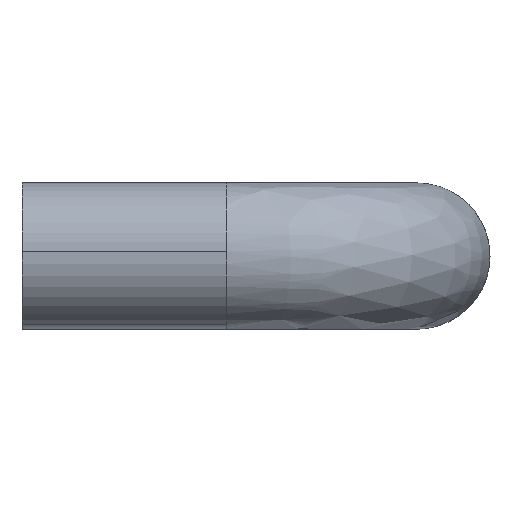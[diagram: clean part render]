
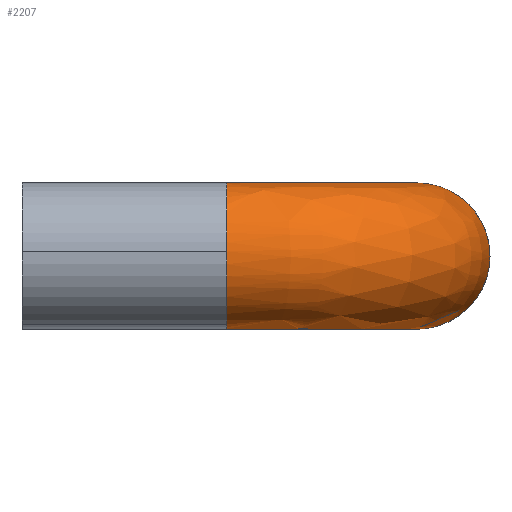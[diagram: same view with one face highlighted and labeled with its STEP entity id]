
A CAD part, left-side view. The second image highlights one B-rep face of the part: STEP entity #2207.
In plain terms, the highlighted free-form (B-spline) face has degree [2, 2] with [3, 9] control points.
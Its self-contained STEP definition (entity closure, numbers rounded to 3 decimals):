
#1355=CARTESIAN_POINT('',(32.5,-67.343,12.499));
#1356=VERTEX_POINT('',#1355);
#1370=CARTESIAN_POINT('',(32.5,-67.5,12.5));
#1371=VERTEX_POINT('',#1370);
#1372=CARTESIAN_POINT('',(32.5,-67.343,12.499));
#1373=CARTESIAN_POINT('',(32.5,-67.421,12.5));
#1374=CARTESIAN_POINT('',(32.5,-67.5,12.5));
#1382=(BOUNDED_CURVE()B_SPLINE_CURVE(2,(#1372,#1373,#1374),.UNSPECIFIED.,.F.,.U.)B_SPLINE_CURVE_WITH_KNOTS((3,3),(0.998,1.0),.UNSPECIFIED.)CURVE()GEOMETRIC_REPRESENTATION_ITEM()RATIONAL_B_SPLINE_CURVE((0.995,0.997,1.0))REPRESENTATION_ITEM(''));
#1383=EDGE_CURVE('',#1356,#1371,#1382,.T.);
#1385=CARTESIAN_POINT('',(32.5,-76.416,8.761));
#1386=VERTEX_POINT('',#1385);
#1387=CARTESIAN_POINT('',(32.5,-67.5,12.5));
#1388=CARTESIAN_POINT('',(32.5,-72.742,12.5));
#1389=CARTESIAN_POINT('',(32.5,-76.416,8.761));
#1397=(BOUNDED_CURVE()B_SPLINE_CURVE(2,(#1387,#1388,#1389),.UNSPECIFIED.,.F.,.U.)B_SPLINE_CURVE_WITH_KNOTS((3,3),(0.0,0.126),.UNSPECIFIED.)CURVE()GEOMETRIC_REPRESENTATION_ITEM()RATIONAL_B_SPLINE_CURVE((1.0,0.852,0.854))REPRESENTATION_ITEM(''));
#1398=EDGE_CURVE('',#1371,#1386,#1397,.T.);
#1467=CARTESIAN_POINT('',(32.5,-55.03,-0.872));
#1468=VERTEX_POINT('',#1467);
#1533=CARTESIAN_POINT('',(32.5,-67.5,-12.5));
#1534=VERTEX_POINT('',#1533);
#1535=CARTESIAN_POINT('',(32.5,-76.416,8.761));
#1536=CARTESIAN_POINT('',(32.5,-80.0,5.114));
#1537=CARTESIAN_POINT('',(32.5,-80.0,0.0));
#1538=CARTESIAN_POINT('',(32.5,-80.0,-12.5));
#1539=CARTESIAN_POINT('',(32.5,-67.5,-12.5));
#1547=(BOUNDED_CURVE()B_SPLINE_CURVE(2,(#1535,#1536,#1537,#1538,#1539),.UNSPECIFIED.,.F.,.U.)B_SPLINE_CURVE_WITH_KNOTS((3,2,3),(0.126,0.25,0.5),.UNSPECIFIED.)CURVE()GEOMETRIC_REPRESENTATION_ITEM()RATIONAL_B_SPLINE_CURVE((0.854,0.855,1.0,0.707,1.0))REPRESENTATION_ITEM(''));
#1548=EDGE_CURVE('',#1386,#1534,#1547,.T.);
#1550=CARTESIAN_POINT('',(32.5,-67.5,-12.5));
#1551=CARTESIAN_POINT('',(32.5,-55.843,-12.5));
#1552=CARTESIAN_POINT('',(32.5,-55.03,-0.872));
#1560=(BOUNDED_CURVE()B_SPLINE_CURVE(2,(#1550,#1551,#1552),.UNSPECIFIED.,.F.,.U.)B_SPLINE_CURVE_WITH_KNOTS((3,3),(0.5,0.738),.UNSPECIFIED.)CURVE()GEOMETRIC_REPRESENTATION_ITEM()RATIONAL_B_SPLINE_CURVE((1.0,0.721,0.973))REPRESENTATION_ITEM(''));
#1561=EDGE_CURVE('',#1534,#1468,#1560,.T.);
#1592=CARTESIAN_POINT('',(-4.395,-35.0,-11.702));
#1593=VERTEX_POINT('',#1592);
#1594=CARTESIAN_POINT('',(0.0,-35.0,-12.5));
#1595=VERTEX_POINT('',#1594);
#1596=CARTESIAN_POINT('',(-4.395,-35.0,-11.702));
#1597=CARTESIAN_POINT('',(-2.27,-35.0,-12.5));
#1598=CARTESIAN_POINT('',(0.0,-35.0,-12.5));
#1606=(BOUNDED_CURVE()B_SPLINE_CURVE(2,(#1596,#1597,#1598),.UNSPECIFIED.,.F.,.U.)B_SPLINE_CURVE_WITH_KNOTS((3,3),(0.44,0.5),.UNSPECIFIED.)CURVE()GEOMETRIC_REPRESENTATION_ITEM()RATIONAL_B_SPLINE_CURVE((0.893,0.93,1.0))REPRESENTATION_ITEM(''));
#1607=EDGE_CURVE('',#1593,#1595,#1606,.T.);
#1663=CARTESIAN_POINT('',(-12.477,-35.0,0.763));
#1664=VERTEX_POINT('',#1663);
#1670=CARTESIAN_POINT('',(0.0,-35.0,12.5));
#1671=VERTEX_POINT('',#1670);
#1672=CARTESIAN_POINT('',(0.0,-35.0,12.5));
#1673=CARTESIAN_POINT('',(-11.759,-35.,12.5));
#1674=CARTESIAN_POINT('',(-12.477,-35.0,0.763));
#1682=(BOUNDED_CURVE()B_SPLINE_CURVE(2,(#1672,#1673,#1674),.UNSPECIFIED.,.F.,.U.)B_SPLINE_CURVE_WITH_KNOTS((3,3),(0.0,0.239),.UNSPECIFIED.)CURVE()GEOMETRIC_REPRESENTATION_ITEM()RATIONAL_B_SPLINE_CURVE((1.0,0.72,0.976))REPRESENTATION_ITEM(''));
#1683=EDGE_CURVE('',#1671,#1664,#1682,.T.);
#1685=CARTESIAN_POINT('',(0.157,-35.,12.499));
#1686=VERTEX_POINT('',#1685);
#1687=CARTESIAN_POINT('',(0.157,-35.,12.499));
#1688=CARTESIAN_POINT('',(0.079,-35.,12.5));
#1689=CARTESIAN_POINT('',(0.0,-35.0,12.5));
#1697=(BOUNDED_CURVE()B_SPLINE_CURVE(2,(#1687,#1688,#1689),.UNSPECIFIED.,.F.,.U.)B_SPLINE_CURVE_WITH_KNOTS((3,3),(0.998,1.0),.UNSPECIFIED.)CURVE()GEOMETRIC_REPRESENTATION_ITEM()RATIONAL_B_SPLINE_CURVE((0.995,0.997,1.0))REPRESENTATION_ITEM(''));
#1698=EDGE_CURVE('',#1686,#1671,#1697,.T.);
#1700=CARTESIAN_POINT('',(12.47,-35.,-0.872));
#1701=VERTEX_POINT('',#1700);
#1717=CARTESIAN_POINT('',(0.0,-35.0,-12.5));
#1718=CARTESIAN_POINT('',(11.657,-35.0,-12.5));
#1719=CARTESIAN_POINT('',(12.47,-35.,-0.872));
#1727=(BOUNDED_CURVE()B_SPLINE_CURVE(2,(#1717,#1718,#1719),.UNSPECIFIED.,.F.,.U.)B_SPLINE_CURVE_WITH_KNOTS((3,3),(0.5,0.738),.UNSPECIFIED.)CURVE()GEOMETRIC_REPRESENTATION_ITEM()RATIONAL_B_SPLINE_CURVE((1.0,0.721,0.973))REPRESENTATION_ITEM(''));
#1728=EDGE_CURVE('',#1595,#1701,#1727,.T.);
#1747=CARTESIAN_POINT('',(-12.477,-35.0,0.763));
#1748=CARTESIAN_POINT('',(-12.5,-35.,0.382));
#1749=CARTESIAN_POINT('',(-12.5,-35.0,0.0));
#1750=CARTESIAN_POINT('',(-12.5,-35.,-8.658));
#1751=CARTESIAN_POINT('',(-4.395,-35.,-11.702));
#1759=(BOUNDED_CURVE()B_SPLINE_CURVE(2,(#1747,#1748,#1749,#1750,#1751),.UNSPECIFIED.,.F.,.U.)B_SPLINE_CURVE_WITH_KNOTS((3,2,3),(0.239,0.25,0.44),.UNSPECIFIED.)CURVE()GEOMETRIC_REPRESENTATION_ITEM()RATIONAL_B_SPLINE_CURVE((0.976,0.988,1.0,0.777,0.893))REPRESENTATION_ITEM(''));
#1760=EDGE_CURVE('',#1664,#1593,#1759,.T.);
#2135=CARTESIAN_POINT('',(12.536,-33.616,-0.607));
#2136=CARTESIAN_POINT('',(10.944,-56.572,-0.607));
#2137=CARTESIAN_POINT('',(33.899,-54.963,-0.607));
#2138=CARTESIAN_POINT('',(12.527,-33.615,-0.739));
#2139=CARTESIAN_POINT('',(10.935,-56.582,-0.739));
#2140=CARTESIAN_POINT('',(33.9,-54.972,-0.739));
#2141=CARTESIAN_POINT('',(11.696,-33.558,-12.647));
#2142=CARTESIAN_POINT('',(10.038,-57.479,-12.647));
#2143=CARTESIAN_POINT('',(33.958,-55.803,-12.647));
#2144=CARTESIAN_POINT('',(-0.079,-32.741,-12.499));
#2145=CARTESIAN_POINT('',(-2.676,-70.202,-12.499));
#2146=CARTESIAN_POINT('',(34.783,-67.577,-12.499));
#2147=CARTESIAN_POINT('',(-12.548,-31.877,-12.342));
#2148=CARTESIAN_POINT('',(-16.139,-83.676,-12.342));
#2149=CARTESIAN_POINT('',(35.657,-80.046,-12.342));
#2150=CARTESIAN_POINT('',(-12.391,-31.888,0.157));
#2151=CARTESIAN_POINT('',(-15.97,-83.506,0.157));
#2152=CARTESIAN_POINT('',(35.646,-79.889,0.157));
#2153=CARTESIAN_POINT('',(-12.235,-31.899,12.656));
#2154=CARTESIAN_POINT('',(-15.801,-83.337,12.656));
#2155=CARTESIAN_POINT('',(35.635,-79.732,12.656));
#2156=CARTESIAN_POINT('',(0.367,-32.772,12.497));
#2157=CARTESIAN_POINT('',(-2.195,-69.721,12.497));
#2158=CARTESIAN_POINT('',(34.752,-67.131,12.497));
#2159=CARTESIAN_POINT('',(0.498,-32.781,12.496));
#2160=CARTESIAN_POINT('',(-2.053,-69.579,12.496));
#2161=CARTESIAN_POINT('',(34.743,-67.,12.496));
#2169=(BOUNDED_SURFACE()B_SPLINE_SURFACE(2,2,((#2135,#2138,#2141,#2144,#2147,#2150,#2153,#2156,#2159),(#2136,#2139,#2142,#2145,#2148,#2151,#2154,#2157,#2160),(#2137,#2140,#2143,#2146,#2149,#2152,#2155,#2158,#2161)),.UNSPECIFIED.,.F.,.F.,.U.)B_SPLINE_SURFACE_WITH_KNOTS((3,3),(3,1,2,2,1,3),(0.0,82.004),(0.0,0.307,20.189,40.9,61.61,61.923),.UNSPECIFIED.)GEOMETRIC_REPRESENTATION_ITEM()RATIONAL_B_SPLINE_SURFACE(((0.908,0.904,0.662,0.921,0.652,0.921,0.652,0.926,0.93),(0.593,0.59,0.432,0.601,0.425,0.601,0.425,0.604,0.607),(0.898,0.894,0.655,0.911,0.644,0.911,0.644,0.915,0.919)))REPRESENTATION_ITEM('')SURFACE());
#2170=ORIENTED_EDGE('',*,*,#1561,.F.);
#2171=ORIENTED_EDGE('',*,*,#1548,.F.);
#2172=ORIENTED_EDGE('',*,*,#1398,.F.);
#2173=ORIENTED_EDGE('',*,*,#1383,.F.);
#2174=CARTESIAN_POINT('',(0.157,-35.,12.499));
#2175=CARTESIAN_POINT('',(0.157,-67.343,12.499));
#2176=CARTESIAN_POINT('',(32.5,-67.343,12.499));
#2184=(BOUNDED_CURVE()B_SPLINE_CURVE(2,(#2174,#2175,#2176),.UNSPECIFIED.,.F.,.U.)B_SPLINE_CURVE_WITH_KNOTS((3,3),(-1.748,-0.278),.UNSPECIFIED.)CURVE()GEOMETRIC_REPRESENTATION_ITEM()RATIONAL_B_SPLINE_CURVE((0.894,0.629,0.884))REPRESENTATION_ITEM(''));
#2185=EDGE_CURVE('',#1686,#1356,#2184,.T.);
#2186=ORIENTED_EDGE('',*,*,#2185,.F.);
#2187=ORIENTED_EDGE('',*,*,#1698,.T.);
#2188=ORIENTED_EDGE('',*,*,#1683,.T.);
#2189=ORIENTED_EDGE('',*,*,#1760,.T.);
#2190=ORIENTED_EDGE('',*,*,#1607,.T.);
#2191=ORIENTED_EDGE('',*,*,#1728,.T.);
#2192=CARTESIAN_POINT('',(12.47,-35.,-0.872));
#2193=CARTESIAN_POINT('',(12.47,-55.03,-0.872));
#2194=CARTESIAN_POINT('',(32.5,-55.03,-0.872));
#2202=(BOUNDED_CURVE()B_SPLINE_CURVE(2,(#2192,#2193,#2194),.UNSPECIFIED.,.F.,.U.)B_SPLINE_CURVE_WITH_KNOTS((3,3),(-1.748,-0.278),.UNSPECIFIED.)CURVE()GEOMETRIC_REPRESENTATION_ITEM()RATIONAL_B_SPLINE_CURVE((0.874,0.615,0.865))REPRESENTATION_ITEM(''));
#2203=EDGE_CURVE('',#1701,#1468,#2202,.T.);
#2204=ORIENTED_EDGE('',*,*,#2203,.T.);
#2205=EDGE_LOOP('',(#2170,#2171,#2172,#2173,#2186,#2187,#2188,#2189,#2190,#2191,#2204));
#2206=FACE_OUTER_BOUND('',#2205,.T.);
#2207=ADVANCED_FACE('',(#2206),#2169,.T.);
